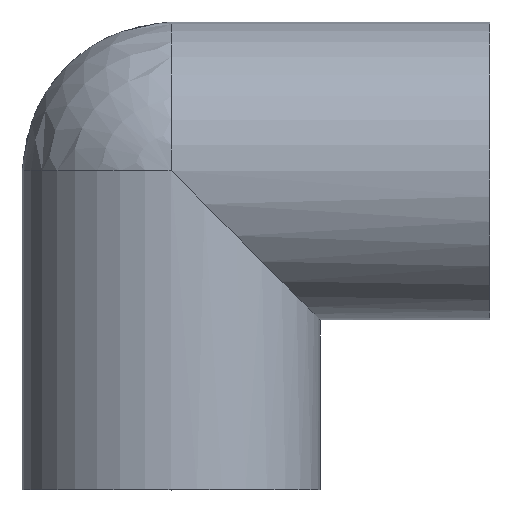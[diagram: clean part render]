
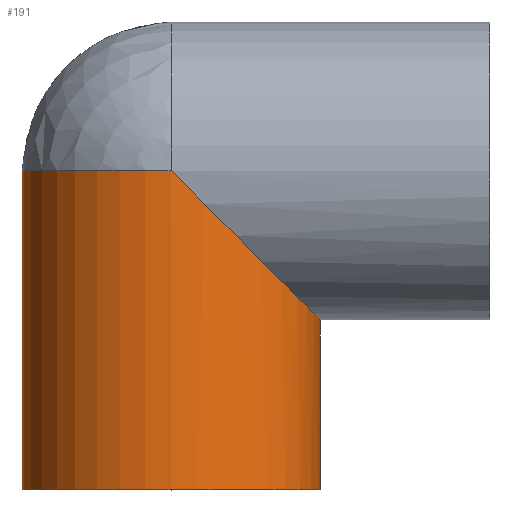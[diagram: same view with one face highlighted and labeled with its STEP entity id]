
A CAD part, top view. The second image highlights one B-rep face of the part: STEP entity #191.
In plain terms, the highlighted cylindrical face has radius 100 mm (diameter 200 mm), a partial arc.
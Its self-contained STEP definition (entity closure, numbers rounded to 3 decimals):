
#103 = VERTEX_POINT( '', #239 );
#109 = EDGE_CURVE( '', #103, #131, #245, .T. );
#111 = EDGE_CURVE( '', #145, #103, #247, .T. );
#121 = VERTEX_POINT( '', #257 );
#131 = VERTEX_POINT( '', #268 );
#145 = VERTEX_POINT( '', #284 );
#153 = EDGE_CURVE( '', #179, #121, #293, .T. );
#171 = EDGE_CURVE( '', #179, #131, #312, .T. );
#179 = VERTEX_POINT( '', #322 );
#191 = ADVANCED_FACE( '', ( #336 ), #337, .T. );
#197 = EDGE_CURVE( '', #145, #121, #343, .T. );
#239 = CARTESIAN_POINT( '', ( 0., 214., 100. ) );
#245 = ELLIPSE( '', #391, 141.421, 100. );
#247 = CIRCLE( '', #394, 100. );
#257 = CARTESIAN_POINT( '', ( -100., 0., 0. ) );
#268 = CARTESIAN_POINT( '', ( 100., 114., 0. ) );
#284 = CARTESIAN_POINT( '', ( -100., 214., 0. ) );
#293 = CIRCLE( '', #449, 100. );
#312 = LINE( '', #477, #478 );
#322 = CARTESIAN_POINT( '', ( 100., 0., 0. ) );
#336 = FACE_OUTER_BOUND( '', #504, .T. );
#337 = CYLINDRICAL_SURFACE( '', #505, 100. );
#343 = LINE( '', #515, #516 );
#391 = AXIS2_PLACEMENT_3D( '', #550, #551, #552 );
#394 = AXIS2_PLACEMENT_3D( '', #553, #554, #555 );
#449 = AXIS2_PLACEMENT_3D( '', #610, #611, #612 );
#477 = CARTESIAN_POINT( '', ( 100., 107., 0. ) );
#478 = VECTOR( '', #631, 1. );
#504 = EDGE_LOOP( '', ( #674, #675, #676, #677, #678 ) );
#505 = AXIS2_PLACEMENT_3D( '', #679, #680, #681 );
#515 = CARTESIAN_POINT( '', ( -100., 107., 0. ) );
#516 = VECTOR( '', #686, 1. );
#550 = CARTESIAN_POINT( '', ( 0., 214., 0. ) );
#551 = DIRECTION( '', ( 0.707, 0.707, 0. ) );
#552 = DIRECTION( '', ( -0.707, 0.707, 0. ) );
#553 = CARTESIAN_POINT( '', ( 0., 214., 0. ) );
#554 = DIRECTION( '', ( 0., 1., 0. ) );
#555 = DIRECTION( '', ( 0., 0., -1. ) );
#610 = CARTESIAN_POINT( '', ( 0., 0., 0. ) );
#611 = DIRECTION( '', ( 0., -1., 0. ) );
#612 = DIRECTION( '', ( -1., 0., 0. ) );
#631 = DIRECTION( '', ( 0., 1., 0. ) );
#674 = ORIENTED_EDGE( '', *, *, #197, .T. );
#675 = ORIENTED_EDGE( '', *, *, #153, .F. );
#676 = ORIENTED_EDGE( '', *, *, #171, .T. );
#677 = ORIENTED_EDGE( '', *, *, #109, .F. );
#678 = ORIENTED_EDGE( '', *, *, #111, .F. );
#679 = CARTESIAN_POINT( '', ( 0., 107., 0. ) );
#680 = DIRECTION( '', ( 0., 1., 0. ) );
#681 = DIRECTION( '', ( -1., 0., 0. ) );
#686 = DIRECTION( '', ( 0., -1., 0. ) );
